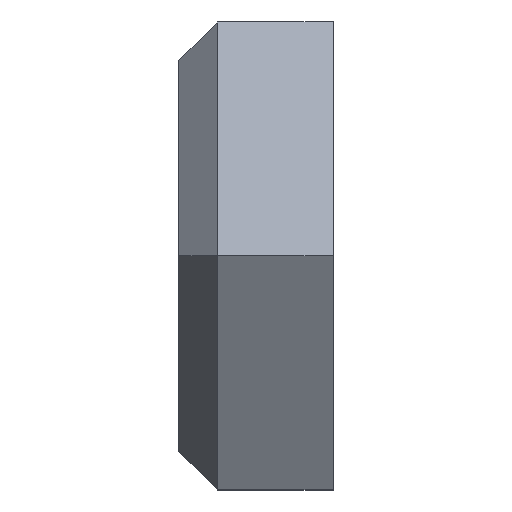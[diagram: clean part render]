
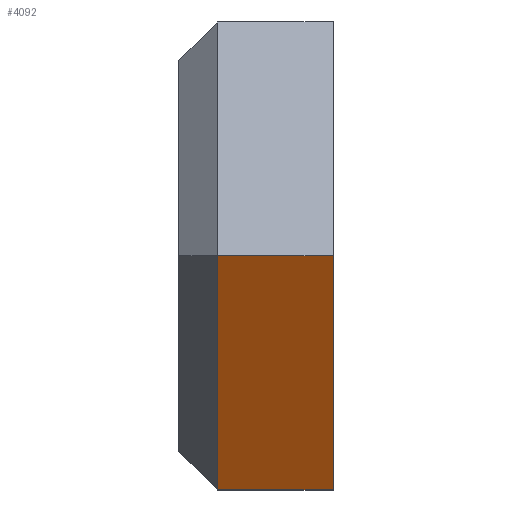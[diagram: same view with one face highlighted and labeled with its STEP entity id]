
A CAD part, left-side view. The second image highlights one B-rep face of the part: STEP entity #4092.
In plain terms, the highlighted planar face has unit normal (-0.866, 0, -0.5).
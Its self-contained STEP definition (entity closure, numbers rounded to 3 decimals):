
#314 = ORIENTED_EDGE ( 'NONE', *, *, #4522, .F. ) ;
#334 = LINE ( 'NONE', #5165, #4501 ) ;
#380 = VECTOR ( 'NONE', #396, 1000. ) ;
#396 = DIRECTION ( 'NONE',  ( -0.5, 0., 0.866 ) ) ;
#567 = EDGE_CURVE ( 'NONE', #3370, #1529, #3813, .T. ) ;
#906 = DIRECTION ( 'NONE',  ( 0., -1., 0. ) ) ;
#1293 = VECTOR ( 'NONE', #2741, 1000. ) ;
#1359 = LINE ( 'NONE', #5358, #1293 ) ;
#1519 = DIRECTION ( 'NONE',  ( 0.866, 0., 0.5 ) ) ;
#1529 = VERTEX_POINT ( 'NONE', #3790 ) ;
#1816 = CARTESIAN_POINT ( 'NONE',  ( -35., 15., 0. ) ) ;
#1911 = FACE_OUTER_BOUND ( 'NONE', #3938, .T. ) ;
#1921 = CARTESIAN_POINT ( 'NONE',  ( -35., 0., 0. ) ) ;
#2160 = EDGE_CURVE ( 'NONE', #5558, #3370, #334, .T. ) ;
#2727 = AXIS2_PLACEMENT_3D ( 'NONE', #5402, #1519, #3698 ) ;
#2741 = DIRECTION ( 'NONE',  ( 0., -1., 0. ) ) ;
#2989 = DIRECTION ( 'NONE',  ( 0.5, 0., -0.866 ) ) ;
#3164 = VECTOR ( 'NONE', #906, 1000. ) ;
#3370 = VERTEX_POINT ( 'NONE', #3576 ) ;
#3576 = CARTESIAN_POINT ( 'NONE',  ( -17.5, 15., -30.311 ) ) ;
#3698 = DIRECTION ( 'NONE',  ( 0.5, 0., -0.866 ) ) ;
#3790 = CARTESIAN_POINT ( 'NONE',  ( -17.5, 0., -30.311 ) ) ;
#3813 = LINE ( 'NONE', #3960, #3164 ) ;
#3933 = LINE ( 'NONE', #5700, #380 ) ;
#3938 = EDGE_LOOP ( 'NONE', ( #314, #4150, #4036, #4119 ) ) ;
#3960 = CARTESIAN_POINT ( 'NONE',  ( -17.5, 20., -30.311 ) ) ;
#4036 = ORIENTED_EDGE ( 'NONE', *, *, #567, .T. ) ;
#4092 = ADVANCED_FACE ( 'NONE', ( #1911 ), #5476, .F. ) ;
#4119 = ORIENTED_EDGE ( 'NONE', *, *, #4414, .T. ) ;
#4150 = ORIENTED_EDGE ( 'NONE', *, *, #2160, .T. ) ;
#4414 = EDGE_CURVE ( 'NONE', #1529, #4684, #3933, .T. ) ;
#4501 = VECTOR ( 'NONE', #2989, 1000. ) ;
#4522 = EDGE_CURVE ( 'NONE', #5558, #4684, #1359, .T. ) ;
#4684 = VERTEX_POINT ( 'NONE', #1921 ) ;
#5165 = CARTESIAN_POINT ( 'NONE',  ( -17.5, 15., -30.311 ) ) ;
#5358 = CARTESIAN_POINT ( 'NONE',  ( -35., 20., 0. ) ) ;
#5402 = CARTESIAN_POINT ( 'NONE',  ( -17.5, 20., -30.311 ) ) ;
#5476 = PLANE ( 'NONE',  #2727 ) ;
#5558 = VERTEX_POINT ( 'NONE', #1816 ) ;
#5700 = CARTESIAN_POINT ( 'NONE',  ( -17.5, 0., -30.311 ) ) ;
